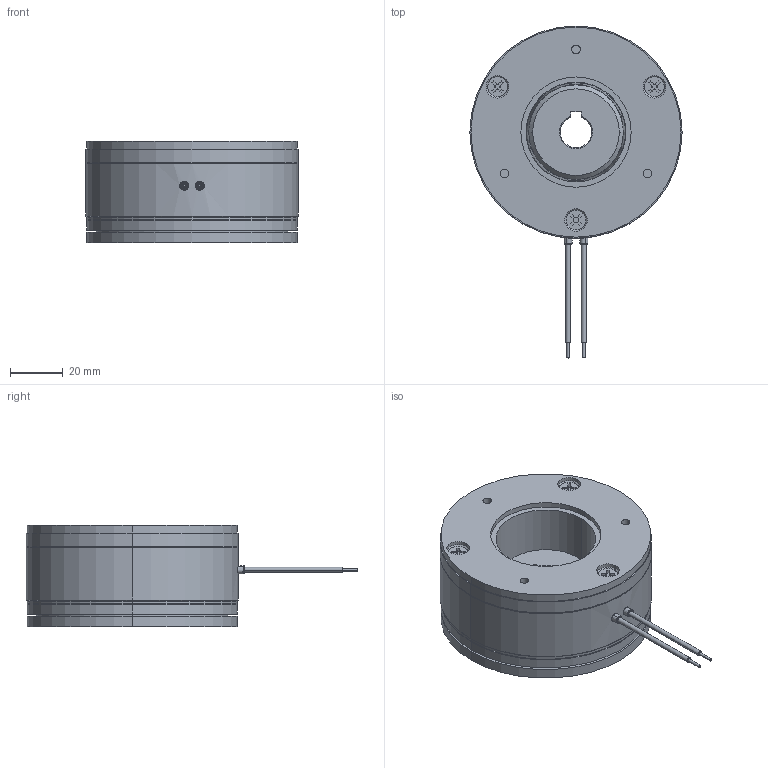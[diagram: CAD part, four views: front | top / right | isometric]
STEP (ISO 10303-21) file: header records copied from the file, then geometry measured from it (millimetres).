
FILE_DESCRIPTION (( 'STEP AP214' ), '1' );
FILE_NAME ('dr_bk_07P1-320_mu.STEP', '2021-11-12T12:52:44', ( '' ), ( '' ), 'SwSTEP 2.0', 'SolidWorks 2019', '' );
FILE_SCHEMA (( 'AUTOMOTIVE_DESIGN' ));
Length unit declared in the file: millimetre
Products named in the file (10): 10068806_000_Einbaul„nge 3,3; 10068808_000; 10068806_000_Einbaul„nge 3mm; 10068971_000; 10069027_000; dr_bk_07P1-320_mu; 10069026_000; 10069025_000; 10069024_000; 10068805_000
Assembly tree (18 placements, depth 4):
  dr_bk_07P1-320_mu
    10068971_000
    10069027_000
      10068808_000
      10069025_000
        10069024_000
        10068805_000  x3
        10069026_000
        10068806_000_Einbaul„nge 3mm  x3
      10068806_000_Einbaul„nge 3,3  x3
      10068805_000  x3
Bounding box: 80.8 x 126.4 x 38.7 mm (x, y, z)
Volume: 165162.1 mm3; surface area: 48485.4 mm2
Topology: 18 solids, 18 shells, 620 faces, 1547 edges, 986 vertices
Faces by surface type: plane 193, cylinder 173, bspline 111, cone 100, torus 31, sphere 12
Entity records: 25276 total; most frequent: CARTESIAN_POINT 11096, ORIENTED_EDGE 2646, DIRECTION 2213, EDGE_CURVE 1323, VERTEX_POINT 858, AXIS2_PLACEMENT_3D 809, EDGE_LOOP 597, LINE 595
